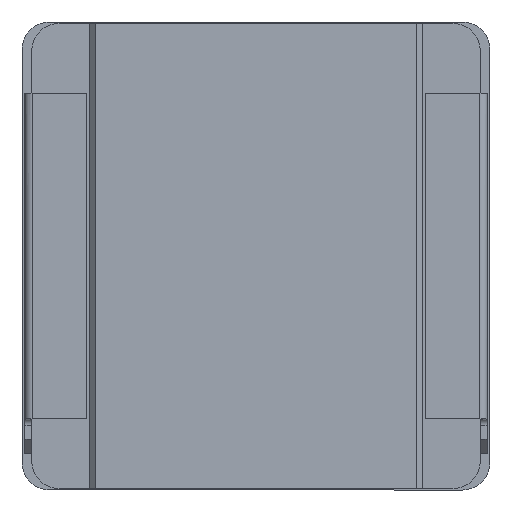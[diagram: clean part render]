
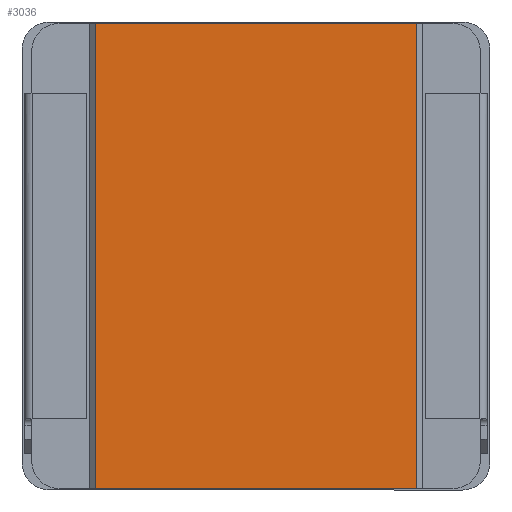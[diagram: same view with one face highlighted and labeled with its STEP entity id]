
A CAD part, front view. The second image highlights one B-rep face of the part: STEP entity #3036.
In plain terms, the highlighted planar face has unit normal (0, -1, 0).
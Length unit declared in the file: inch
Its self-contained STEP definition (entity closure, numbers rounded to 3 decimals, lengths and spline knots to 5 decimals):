
#2 = CARTESIAN_POINT ( 'NONE',  ( 0.01922, 0.09557, 0.34098 ) ) ;
#17 = LINE ( 'NONE', #3306, #949 ) ;
#29 = PLANE ( 'NONE',  #2165 ) ;
#123 = ORIENTED_EDGE ( 'NONE', *, *, #3390, .T. ) ;
#129 = DIRECTION ( 'NONE',  ( -1., 0., 0. ) ) ;
#143 = ORIENTED_EDGE ( 'NONE', *, *, #3172, .F. ) ;
#346 = CARTESIAN_POINT ( 'NONE',  ( 0.53582, 0.09557, 0.30138 ) ) ;
#348 = ORIENTED_EDGE ( 'NONE', *, *, #2640, .F. ) ;
#467 = CARTESIAN_POINT ( 'NONE',  ( -0.03318, 0.09557, -0.33122 ) ) ;
#609 = ORIENTED_EDGE ( 'NONE', *, *, #3346, .T. ) ;
#612 = DIRECTION ( 'NONE',  ( 0., 0., -1. ) ) ;
#680 = EDGE_LOOP ( 'NONE', ( #143, #609, #348, #123 ) ) ;
#691 = DIRECTION ( 'NONE',  ( 0., 1., 0. ) ) ;
#805 = LINE ( 'NONE', #467, #2659 ) ;
#873 = VECTOR ( 'NONE', #612, 39.37008 ) ;
#949 = VECTOR ( 'NONE', #2889, 39.37008 ) ;
#972 = CARTESIAN_POINT ( 'NONE',  ( 0.01922, 0.09557, 0.30138 ) ) ;
#1058 = DIRECTION ( 'NONE',  ( 0., 0., 1. ) ) ;
#1295 = VERTEX_POINT ( 'NONE', #1300 ) ;
#1300 = CARTESIAN_POINT ( 'NONE',  ( 0.01922, 0.09557, -0.33122 ) ) ;
#1318 = VERTEX_POINT ( 'NONE', #2 ) ;
#1329 = LINE ( 'NONE', #972, #873 ) ;
#1598 = LINE ( 'NONE', #2004, #3280 ) ;
#1629 = FACE_OUTER_BOUND ( 'NONE', #680, .T. ) ;
#1744 = CARTESIAN_POINT ( 'NONE',  ( 0.48342, 0.09557, -0.33122 ) ) ;
#2004 = CARTESIAN_POINT ( 'NONE',  ( -0.03318, 0.09557, 0.34098 ) ) ;
#2165 = AXIS2_PLACEMENT_3D ( 'NONE', #346, #691, #1058 ) ;
#2548 = CARTESIAN_POINT ( 'NONE',  ( 0.48342, 0.09557, 0.34098 ) ) ;
#2640 = EDGE_CURVE ( 'NONE', #1318, #3107, #1598, .T. ) ;
#2659 = VECTOR ( 'NONE', #129, 39.37008 ) ;
#2759 = DIRECTION ( 'NONE',  ( 1., 0., 0. ) ) ;
#2889 = DIRECTION ( 'NONE',  ( 0., 0., 1. ) ) ;
#3036 = ADVANCED_FACE ( 'NONE', ( #1629 ), #29, .F. ) ;
#3107 = VERTEX_POINT ( 'NONE', #2548 ) ;
#3172 = EDGE_CURVE ( 'NONE', #3582, #1295, #805, .T. ) ;
#3280 = VECTOR ( 'NONE', #2759, 39.37008 ) ;
#3306 = CARTESIAN_POINT ( 'NONE',  ( 0.48342, 0.09557, 0.30138 ) ) ;
#3346 = EDGE_CURVE ( 'NONE', #3582, #3107, #17, .T. ) ;
#3390 = EDGE_CURVE ( 'NONE', #1318, #1295, #1329, .T. ) ;
#3582 = VERTEX_POINT ( 'NONE', #1744 ) ;
